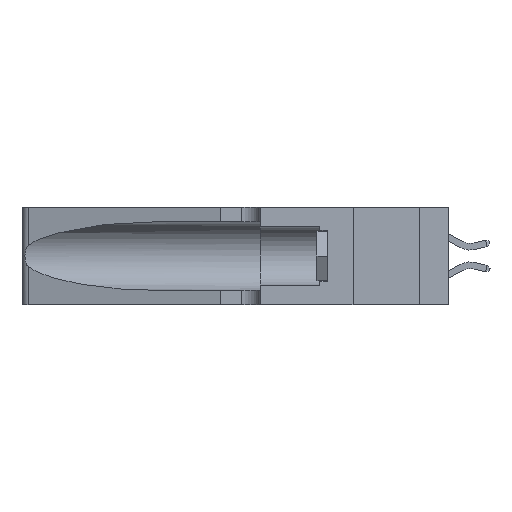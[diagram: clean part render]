
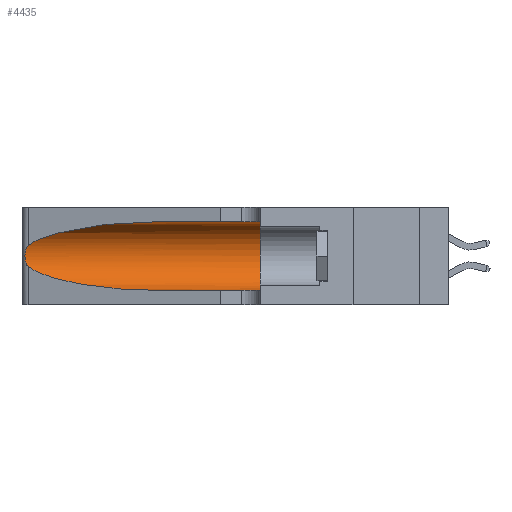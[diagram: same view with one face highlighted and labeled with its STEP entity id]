
A CAD part, left-side view. The second image highlights one B-rep face of the part: STEP entity #4435.
In plain terms, the highlighted cylindrical face has radius 3.308 mm (diameter 6.617 mm), a partial arc.
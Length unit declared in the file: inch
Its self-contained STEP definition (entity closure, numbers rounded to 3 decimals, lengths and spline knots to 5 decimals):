
#1060 = CARTESIAN_POINT ( 'NONE',  ( 0.1305, 0.72297, 0.05475 ) ) ;
#1082 = ORIENTED_EDGE ( 'NONE', *, *, #7628, .F. ) ;
#1253 = CARTESIAN_POINT ( 'NONE',  ( 0.2373, 1.15595, 0.28018 ) ) ;
#1898 = CARTESIAN_POINT ( 'NONE',  ( 0.1305, 1.61858, 0.31525 ) ) ;
#2050 = CARTESIAN_POINT ( 'NONE',  ( 0.1305, 1.61858, 0.05475 ) ) ;
#2161 = CARTESIAN_POINT ( 'NONE',  ( 0.25639, 1.23184, 0.21858 ) ) ;
#3846 = DIRECTION ( 'NONE',  ( 0., -1., 0. ) ) ;
#4297 = VERTEX_POINT ( 'NONE', #25438 ) ;
#4358 = DIRECTION ( 'NONE',  ( 0., 1., 0. ) ) ;
#4389 = EDGE_CURVE ( 'NONE', #5014, #26143, #18081, .T. ) ;
#4435 = ADVANCED_FACE ( 'NONE', ( #10990 ), #14746, .F. ) ;
#4636 = CARTESIAN_POINT ( 'NONE',  ( 0.25555, 1.22994, 0.2215 ) ) ;
#4757 = DIRECTION ( 'NONE',  ( 0., -1., 0. ) ) ;
#5014 = VERTEX_POINT ( 'NONE', #26019 ) ;
#7453 = CARTESIAN_POINT ( 'NONE',  ( 0.25487, 1.22718, 0.14631 ) ) ;
#7523 = EDGE_LOOP ( 'NONE', ( #13181, #7616, #22501, #14533, #23062, #1082 ) ) ;
#7558 = CARTESIAN_POINT ( 'NONE',  ( 0.25487, 1.22718, 0.22369 ) ) ;
#7616 = ORIENTED_EDGE ( 'NONE', *, *, #27697, .T. ) ;
#7628 = EDGE_CURVE ( 'NONE', #8430, #4297, #8850, .T. ) ;
#8430 = VERTEX_POINT ( 'NONE', #8901 ) ;
#8850 = LINE ( 'NONE', #1898, #13436 ) ;
#8901 = CARTESIAN_POINT ( 'NONE',  ( 0.1305, 0.72297, 0.31525 ) ) ;
#9949 = CARTESIAN_POINT ( 'NONE',  ( 0.25856, 1.23593, 0.16098 ) ) ;
#10174 = CARTESIAN_POINT ( 'NONE',  ( 0.25555, 1.22993, 0.14849 ) ) ;
#10990 = FACE_OUTER_BOUND ( 'NONE', #7523, .T. ) ;
#12368 = CARTESIAN_POINT ( 'NONE',  ( 0.25789, 1.23486, 0.15765 ) ) ;
#12705 = EDGE_CURVE ( 'NONE', #8430, #32026, #28759, .T. ) ;
#13181 = ORIENTED_EDGE ( 'NONE', *, *, #12705, .T. ) ;
#13436 = VECTOR ( 'NONE', #21348, 39.37008 ) ;
#14141 = EDGE_CURVE ( 'NONE', #4297, #26143, #14148, .T. ) ;
#14148 = CIRCLE ( 'NONE', #14688, 0.13025 ) ;
#14533 = ORIENTED_EDGE ( 'NONE', *, *, #4389, .T. ) ;
#14688 = AXIS2_PLACEMENT_3D ( 'NONE', #14910, #4358, #22885 ) ;
#14746 = CYLINDRICAL_SURFACE ( 'NONE', #15356, 0.13025 ) ;
#14910 = CARTESIAN_POINT ( 'NONE',  ( 0.1305, 0.35, 0.185 ) ) ;
#15356 = AXIS2_PLACEMENT_3D ( 'NONE', #22635, #3846, #28325 ) ;
#15975 = CARTESIAN_POINT ( 'NONE',  ( 0.2373, 1.15595, 0.08982 ) ) ;
#16779 = CARTESIAN_POINT ( 'NONE',  ( 0.25487, 1.22718, 0.22369 ) ) ;
#17827 = CARTESIAN_POINT ( 'NONE',  ( 0.1305, 0.35, 0.05475 ) ) ;
#17923 = CARTESIAN_POINT ( 'NONE',  ( 0.26075, 1.23896, 0.178 ) ) ;
#18081 = LINE ( 'NONE', #2050, #25075 ) ;
#18410 = CARTESIAN_POINT ( 'NONE',  ( 0.18966, 0.96281, 0.05475 ) ) ;
#19006 = EDGE_CURVE ( 'NONE', #26658, #5014, #24295, .T. ) ;
#19656 = CARTESIAN_POINT ( 'NONE',  ( 0.18966, 0.96281, 0.31525 ) ) ;
#19777 = CARTESIAN_POINT ( 'NONE',  ( 0.1305, 0.72297, 0.31525 ) ) ;
#21348 = DIRECTION ( 'NONE',  ( 0., -1., 0. ) ) ;
#21757 = CARTESIAN_POINT ( 'NONE',  ( 0.25487, 1.22718, 0.14631 ) ) ;
#22501 = ORIENTED_EDGE ( 'NONE', *, *, #19006, .T. ) ;
#22635 = CARTESIAN_POINT ( 'NONE',  ( 0.1305, 1.61858, 0.185 ) ) ;
#22885 = DIRECTION ( 'NONE',  ( 0., 0., 1. ) ) ;
#23062 = ORIENTED_EDGE ( 'NONE', *, *, #14141, .F. ) ;
#23280 = CARTESIAN_POINT ( 'NONE',  ( 0.25854, 1.2359, 0.20912 ) ) ;
#23625 = CARTESIAN_POINT ( 'NONE',  ( 0.25487, 1.22718, 0.14631 ) ) ;
#24295 =( BOUNDED_CURVE ( )  B_SPLINE_CURVE ( 3, ( #23625, #15975, #18410, #1060 ),
 .UNSPECIFIED., .F., .T. ) 
 B_SPLINE_CURVE_WITH_KNOTS ( ( 4, 4 ),
 ( 3.44316, 4.71239 ),
 .UNSPECIFIED. ) 
 CURVE ( )  GEOMETRIC_REPRESENTATION_ITEM ( )  RATIONAL_B_SPLINE_CURVE ( ( 1., 0.87, 0.87, 1. ) ) 
 REPRESENTATION_ITEM ( '' )  );
#25075 = VECTOR ( 'NONE', #4757, 39.37008 ) ;
#25438 = CARTESIAN_POINT ( 'NONE',  ( 0.1305, 0.35, 0.31525 ) ) ;
#26019 = CARTESIAN_POINT ( 'NONE',  ( 0.1305, 0.72297, 0.05475 ) ) ;
#26020 = CARTESIAN_POINT ( 'NONE',  ( 0.26017, 1.23833, 0.17102 ) ) ;
#26143 = VERTEX_POINT ( 'NONE', #17827 ) ;
#26658 = VERTEX_POINT ( 'NONE', #21757 ) ;
#27697 = EDGE_CURVE ( 'NONE', #32026, #26658, #32461, .T. ) ;
#28177 = CARTESIAN_POINT ( 'NONE',  ( 0.25787, 1.23484, 0.2124 ) ) ;
#28325 = DIRECTION ( 'NONE',  ( 0., 0., -1. ) ) ;
#28412 = CARTESIAN_POINT ( 'NONE',  ( 0.26018, 1.23835, 0.19895 ) ) ;
#28759 =( BOUNDED_CURVE ( )  B_SPLINE_CURVE ( 3, ( #19777, #19656, #1253, #30627 ),
 .UNSPECIFIED., .F., .T. ) 
 B_SPLINE_CURVE_WITH_KNOTS ( ( 4, 4 ),
 ( 1.5708, 2.84003 ),
 .UNSPECIFIED. ) 
 CURVE ( )  GEOMETRIC_REPRESENTATION_ITEM ( )  RATIONAL_B_SPLINE_CURVE ( ( 1., 0.87, 0.87, 1. ) ) 
 REPRESENTATION_ITEM ( '' )  );
#30627 = CARTESIAN_POINT ( 'NONE',  ( 0.25487, 1.22718, 0.22369 ) ) ;
#31048 = CARTESIAN_POINT ( 'NONE',  ( 0.25639, 1.23186, 0.15144 ) ) ;
#32026 = VERTEX_POINT ( 'NONE', #16779 ) ;
#32461 = B_SPLINE_CURVE_WITH_KNOTS ( 'NONE', 3,
 ( #7558, #4636, #2161, #28177, #23280, #28412, #33442, #17923, #26020, #9949, #12368, #31048, #10174, #7453 ),
 .UNSPECIFIED., .F., .F.,
 ( 4, 2, 2, 2, 2, 2, 4 ),
 ( 0., 0.00027, 0.00053, 0.00107, 0.0016, 0.00187, 0.00214 ),
 .UNSPECIFIED. ) ;
#33442 = CARTESIAN_POINT ( 'NONE',  ( 0.26075, 1.23896, 0.19203 ) ) ;
